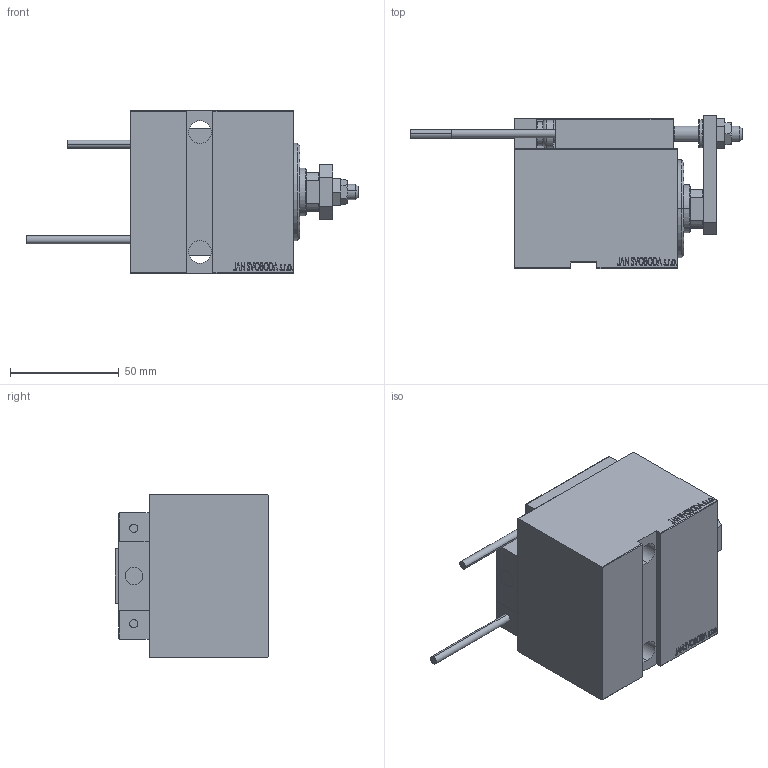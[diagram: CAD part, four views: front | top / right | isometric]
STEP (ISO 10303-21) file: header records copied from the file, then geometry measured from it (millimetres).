
FILE_DESCRIPTION (( 'STEP AP203' ), '1' );
FILE_NAME ('16b3.STEP', '2022-05-11T12:00:47', ( '' ), ( '' ), 'SwSTEP 2.0', 'SolidWorks 2019', '' );
FILE_SCHEMA (( 'CONFIG_CONTROL_DESIGN' ));
Length unit declared in the file: millimetre
Products named in the file (16): V450CM_E_Body 529fc10a5a3bd24cbfcb9f6bdb4ffb3c; NUT_D12 529fc10a5a3bd24cbfcb9f6bdb4ffb3c; ZARAZKA 529fc10a5a3bd24cbfcb9f6bdb4ffb3c; SWITCH_X_FRONT_BACK 529fc10a5a3bd24cbfcb9f6bdb4ffb3c; Block 529fc10a5a3bd24cbfcb9f6bdb4ffb3c; SWITCH X 529fc10a5a3bd24cbfcb9f6bdb4ffb3c; V450CM_E_VCP 529fc10a5a3bd24cbfcb9f6bdb4ffb3c; KONCOVKA 529fc10a5a3bd24cbfcb9f6bdb4ffb3c; TYC_L79 529fc10a5a3bd24cbfcb9f6bdb4ffb3c; ALLEN BOLT D5 529fc10a5a3bd24cbfcb9f6bdb4ffb3c; SWITCH DIM B,W 529fc10a5a3bd24cbfcb9f6bdb4ffb3c; ALLEN BOLT D8 529fc10a5a3bd24cbfcb9f6bdb4ffb3c; V450CM_VC_B 529fc10a5a3bd24cbfcb9f6bdb4ffb3c; NUT_D10 529fc10a5a3bd24cbfcb9f6bdb4ffb3c; MAGNET 529fc10a5a3bd24cbfcb9f6bdb4ffb3c; 16b3
Assembly tree (25 placements, depth 3):
  16b3
    V450CM_E_Body 529fc10a5a3bd24cbfcb9f6bdb4ffb3c
    V450CM_E_VCP 529fc10a5a3bd24cbfcb9f6bdb4ffb3c
    V450CM_VC_B 529fc10a5a3bd24cbfcb9f6bdb4ffb3c
    SWITCH X 529fc10a5a3bd24cbfcb9f6bdb4ffb3c
      SWITCH_X_FRONT_BACK 529fc10a5a3bd24cbfcb9f6bdb4ffb3c  x2
      TYC_L79 529fc10a5a3bd24cbfcb9f6bdb4ffb3c
      Block 529fc10a5a3bd24cbfcb9f6bdb4ffb3c  x2
      ALLEN BOLT D5 529fc10a5a3bd24cbfcb9f6bdb4ffb3c  x4
      ALLEN BOLT D8 529fc10a5a3bd24cbfcb9f6bdb4ffb3c  x4
      MAGNET 529fc10a5a3bd24cbfcb9f6bdb4ffb3c  x2
      KONCOVKA 529fc10a5a3bd24cbfcb9f6bdb4ffb3c  x2
    SWITCH DIM B,W 529fc10a5a3bd24cbfcb9f6bdb4ffb3c
    ZARAZKA 529fc10a5a3bd24cbfcb9f6bdb4ffb3c
    NUT_D10 529fc10a5a3bd24cbfcb9f6bdb4ffb3c
    NUT_D12 529fc10a5a3bd24cbfcb9f6bdb4ffb3c
Bounding box: 152.7 x 70.5 x 75 mm (x, y, z)
Volume: 334352.4 mm3; surface area: 77254 mm2
Topology: 24 solids, 24 shells, 1267 faces, 3040 edges, 1942 vertices
Faces by surface type: plane 564, bspline 380, cylinder 162, cone 113, torus 44, sphere 4
Entity records: 49293 total; most frequent: CARTESIAN_POINT 25295, ORIENTED_EDGE 5100, DIRECTION 3353, EDGE_CURVE 2550, VERTEX_POINT 1666, VECTOR 1489, LINE 1489, EDGE_LOOP 1164
